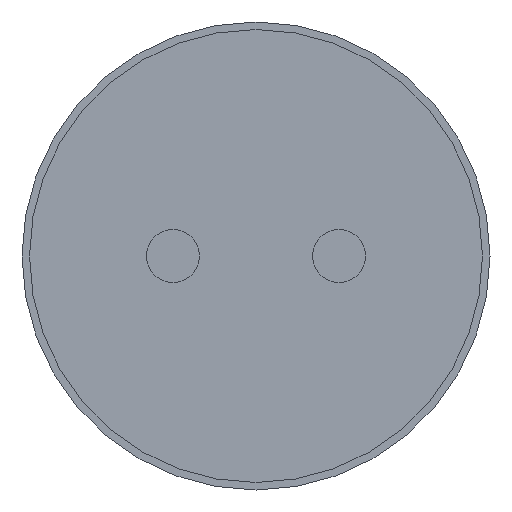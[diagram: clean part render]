
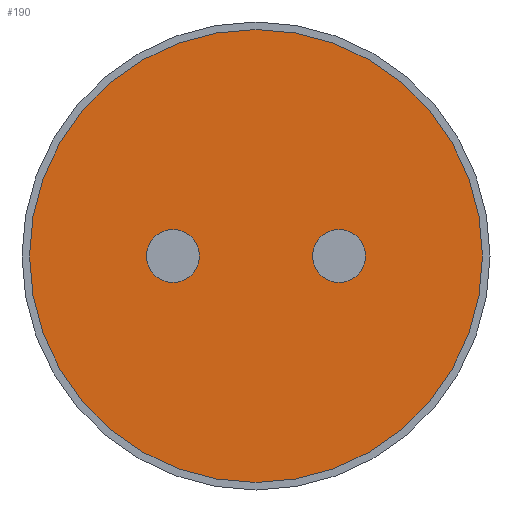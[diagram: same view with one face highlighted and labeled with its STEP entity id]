
A CAD part, front view. The second image highlights one B-rep face of the part: STEP entity #190.
In plain terms, the highlighted planar face has unit normal (0, -1, 0).
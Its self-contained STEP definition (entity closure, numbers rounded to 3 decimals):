
#14 = CARTESIAN_POINT ( 'NONE',  ( 0.55, 0.05, 0.175 ) ) ;
#19 = EDGE_LOOP ( 'NONE', ( #475, #567 ) ) ;
#25 = ORIENTED_EDGE ( 'NONE', *, *, #112, .F. ) ;
#41 = CIRCLE ( 'NONE', #58, 0.175 ) ;
#45 = EDGE_CURVE ( 'NONE', #210, #525, #184, .T. ) ;
#58 = AXIS2_PLACEMENT_3D ( 'NONE', #69, #392, #531 ) ;
#69 = CARTESIAN_POINT ( 'NONE',  ( -0.55, 0.05, 0. ) ) ;
#70 = ORIENTED_EDGE ( 'NONE', *, *, #45, .F. ) ;
#80 = ORIENTED_EDGE ( 'NONE', *, *, #404, .F. ) ;
#84 = DIRECTION ( 'NONE',  ( 0., -1., 0. ) ) ;
#112 = EDGE_CURVE ( 'NONE', #330, #415, #41, .T. ) ;
#123 = CARTESIAN_POINT ( 'NONE',  ( -0.55, 0.05, 0. ) ) ;
#125 = EDGE_LOOP ( 'NONE', ( #633, #70 ) ) ;
#128 = AXIS2_PLACEMENT_3D ( 'NONE', #203, #502, #407 ) ;
#152 = DIRECTION ( 'NONE',  ( 0., 0., 1. ) ) ;
#159 = DIRECTION ( 'NONE',  ( 0., -1., 0. ) ) ;
#171 = CARTESIAN_POINT ( 'NONE',  ( 0., 0.05, 0. ) ) ;
#184 = CIRCLE ( 'NONE', #498, 0.175 ) ;
#190 = ADVANCED_FACE ( 'NONE', ( #397, #454, #360 ), #306, .F. ) ;
#198 = CIRCLE ( 'NONE', #357, 0.175 ) ;
#203 = CARTESIAN_POINT ( 'NONE',  ( 0., 0.05, 0. ) ) ;
#210 = VERTEX_POINT ( 'NONE', #492 ) ;
#220 = DIRECTION ( 'NONE',  ( 0., -1., 0. ) ) ;
#221 = CARTESIAN_POINT ( 'NONE',  ( 0., 0.05, -1.5 ) ) ;
#238 = EDGE_CURVE ( 'NONE', #525, #210, #322, .T. ) ;
#306 = PLANE ( 'NONE',  #128 ) ;
#308 = CARTESIAN_POINT ( 'NONE',  ( 0., 0.05, 1.5 ) ) ;
#309 = DIRECTION ( 'NONE',  ( 0., 0., 1. ) ) ;
#322 = CIRCLE ( 'NONE', #489, 0.175 ) ;
#325 = CIRCLE ( 'NONE', #597, 1.5 ) ;
#330 = VERTEX_POINT ( 'NONE', #533 ) ;
#352 = DIRECTION ( 'NONE',  ( 0., -1., 0. ) ) ;
#357 = AXIS2_PLACEMENT_3D ( 'NONE', #123, #84, #543 ) ;
#360 = FACE_BOUND ( 'NONE', #125, .T. ) ;
#376 = EDGE_LOOP ( 'NONE', ( #80, #25 ) ) ;
#381 = EDGE_CURVE ( 'NONE', #612, #532, #639, .T. ) ;
#392 = DIRECTION ( 'NONE',  ( 0., -1., 0. ) ) ;
#397 = FACE_BOUND ( 'NONE', #376, .T. ) ;
#404 = EDGE_CURVE ( 'NONE', #415, #330, #198, .T. ) ;
#407 = DIRECTION ( 'NONE',  ( 0., 0., 1. ) ) ;
#410 = CARTESIAN_POINT ( 'NONE',  ( 0.55, 0.05, 0. ) ) ;
#415 = VERTEX_POINT ( 'NONE', #600 ) ;
#454 = FACE_OUTER_BOUND ( 'NONE', #19, .T. ) ;
#468 = CARTESIAN_POINT ( 'NONE',  ( 0.55, 0.05, 0. ) ) ;
#474 = DIRECTION ( 'NONE',  ( 0., -1., 0. ) ) ;
#475 = ORIENTED_EDGE ( 'NONE', *, *, #381, .T. ) ;
#489 = AXIS2_PLACEMENT_3D ( 'NONE', #410, #159, #309 ) ;
#492 = CARTESIAN_POINT ( 'NONE',  ( 0.55, 0.05, -0.175 ) ) ;
#498 = AXIS2_PLACEMENT_3D ( 'NONE', #468, #220, #152 ) ;
#502 = DIRECTION ( 'NONE',  ( 0., 1., 0. ) ) ;
#504 = DIRECTION ( 'NONE',  ( 0., 0., -1. ) ) ;
#517 = EDGE_CURVE ( 'NONE', #532, #612, #325, .T. ) ;
#525 = VERTEX_POINT ( 'NONE', #14 ) ;
#531 = DIRECTION ( 'NONE',  ( 0., 0., 1. ) ) ;
#532 = VERTEX_POINT ( 'NONE', #308 ) ;
#533 = CARTESIAN_POINT ( 'NONE',  ( -0.55, 0.05, -0.175 ) ) ;
#543 = DIRECTION ( 'NONE',  ( 0., 0., 1. ) ) ;
#567 = ORIENTED_EDGE ( 'NONE', *, *, #517, .T. ) ;
#597 = AXIS2_PLACEMENT_3D ( 'NONE', #647, #352, #504 ) ;
#600 = CARTESIAN_POINT ( 'NONE',  ( -0.55, 0.05, 0.175 ) ) ;
#612 = VERTEX_POINT ( 'NONE', #221 ) ;
#622 = DIRECTION ( 'NONE',  ( 0., 0., -1. ) ) ;
#625 = AXIS2_PLACEMENT_3D ( 'NONE', #171, #474, #622 ) ;
#633 = ORIENTED_EDGE ( 'NONE', *, *, #238, .F. ) ;
#639 = CIRCLE ( 'NONE', #625, 1.5 ) ;
#647 = CARTESIAN_POINT ( 'NONE',  ( 0., 0.05, 0. ) ) ;
